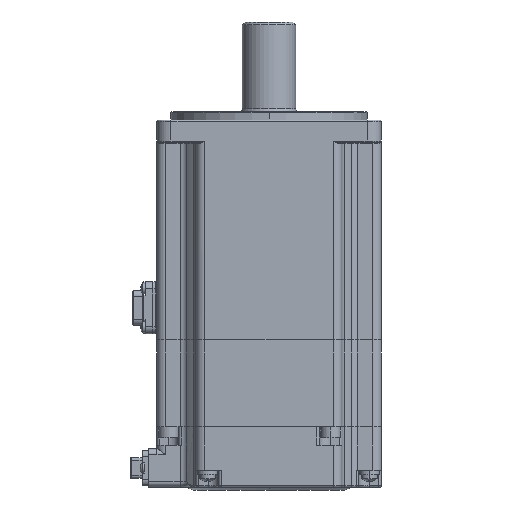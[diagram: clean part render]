
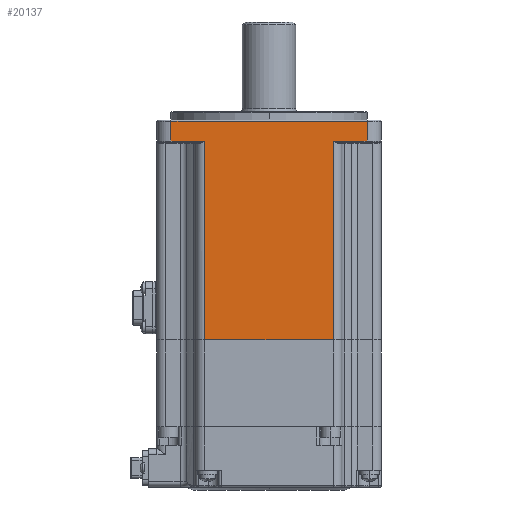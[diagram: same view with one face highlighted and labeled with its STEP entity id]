
A CAD part, left-side view. The second image highlights one B-rep face of the part: STEP entity #20137.
In plain terms, the highlighted planar face has unit normal (-1, 0, 0).
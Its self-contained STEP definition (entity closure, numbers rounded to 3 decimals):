
#185 = CARTESIAN_POINT ( 'NONE',  ( -40., -23., 8. ) ) ;
#990 = LINE ( 'NONE', #10665, #19650 ) ;
#1046 = VERTEX_POINT ( 'NONE', #15679 ) ;
#1653 = LINE ( 'NONE', #25889, #16034 ) ;
#2485 = CARTESIAN_POINT ( 'NONE',  ( -40., -35., 0.5 ) ) ;
#3386 = EDGE_CURVE ( 'NONE', #11258, #1046, #20635, .T. ) ;
#3604 = LINE ( 'NONE', #18656, #11190 ) ;
#3711 = EDGE_CURVE ( 'NONE', #22265, #26967, #29327, .T. ) ;
#4502 = EDGE_CURVE ( 'NONE', #28490, #1046, #990, .T. ) ;
#4932 = DIRECTION ( 'NONE',  ( 0., 1., 0. ) ) ;
#5704 = AXIS2_PLACEMENT_3D ( 'NONE', #11639, #20670, #13558 ) ;
#5966 = EDGE_CURVE ( 'NONE', #20784, #28490, #30244, .T. ) ;
#6196 = ORIENTED_EDGE ( 'NONE', *, *, #8103, .T. ) ;
#7189 = ORIENTED_EDGE ( 'NONE', *, *, #7445, .T. ) ;
#7445 = EDGE_CURVE ( 'NONE', #11258, #7876, #21904, .T. ) ;
#7633 = CARTESIAN_POINT ( 'NONE',  ( -40., 35., 7.5 ) ) ;
#7876 = VERTEX_POINT ( 'NONE', #20100 ) ;
#8103 = EDGE_CURVE ( 'NONE', #26967, #20784, #3604, .T. ) ;
#8594 = DIRECTION ( 'NONE',  ( 0., 1., 0. ) ) ;
#9838 = CARTESIAN_POINT ( 'NONE',  ( -40., 23., 0.5 ) ) ;
#9862 = DIRECTION ( 'NONE',  ( 0., 0., 1. ) ) ;
#9978 = VECTOR ( 'NONE', #8594, 1000. ) ;
#10665 = CARTESIAN_POINT ( 'NONE',  ( -40., 23., 8. ) ) ;
#11190 = VECTOR ( 'NONE', #28311, 1000. ) ;
#11258 = VERTEX_POINT ( 'NONE', #21108 ) ;
#11280 = EDGE_CURVE ( 'NONE', #7876, #15844, #14455, .T. ) ;
#11639 = CARTESIAN_POINT ( 'NONE',  ( -40., 40., 8. ) ) ;
#12754 = VECTOR ( 'NONE', #26626, 1000. ) ;
#12770 = ORIENTED_EDGE ( 'NONE', *, *, #4502, .T. ) ;
#13326 = DIRECTION ( 'NONE',  ( 0., -1., 0. ) ) ;
#13558 = DIRECTION ( 'NONE',  ( 0., 1., 0. ) ) ;
#14190 = DIRECTION ( 'NONE',  ( 0., 0., 1. ) ) ;
#14327 = CARTESIAN_POINT ( 'NONE',  ( -40., 35., 7.5 ) ) ;
#14455 = LINE ( 'NONE', #29017, #12754 ) ;
#14635 = ORIENTED_EDGE ( 'NONE', *, *, #3711, .T. ) ;
#15679 = CARTESIAN_POINT ( 'NONE',  ( -40., 23., -70.5 ) ) ;
#15844 = VERTEX_POINT ( 'NONE', #2485 ) ;
#16034 = VECTOR ( 'NONE', #14190, 1000. ) ;
#18217 = VECTOR ( 'NONE', #13326, 1000. ) ;
#18656 = CARTESIAN_POINT ( 'NONE',  ( -40., 35., 0. ) ) ;
#18873 = ORIENTED_EDGE ( 'NONE', *, *, #3386, .F. ) ;
#19409 = ORIENTED_EDGE ( 'NONE', *, *, #23716, .T. ) ;
#19650 = VECTOR ( 'NONE', #20332, 1000. ) ;
#20100 = CARTESIAN_POINT ( 'NONE',  ( -40., -23., 0.5 ) ) ;
#20137 = ADVANCED_FACE ( 'NONE', ( #29550 ), #21305, .F. ) ;
#20332 = DIRECTION ( 'NONE',  ( 0., 0., -1. ) ) ;
#20635 = LINE ( 'NONE', #22549, #9978 ) ;
#20670 = DIRECTION ( 'NONE',  ( 1., 0., 0. ) ) ;
#20784 = VERTEX_POINT ( 'NONE', #21730 ) ;
#20935 = ORIENTED_EDGE ( 'NONE', *, *, #11280, .T. ) ;
#21108 = CARTESIAN_POINT ( 'NONE',  ( -40., -23., -70.5 ) ) ;
#21305 = PLANE ( 'NONE',  #5704 ) ;
#21730 = CARTESIAN_POINT ( 'NONE',  ( -40., 35., 0.5 ) ) ;
#21904 = LINE ( 'NONE', #185, #28943 ) ;
#22139 = VECTOR ( 'NONE', #4932, 1000. ) ;
#22265 = VERTEX_POINT ( 'NONE', #24487 ) ;
#22549 = CARTESIAN_POINT ( 'NONE',  ( -40., 26., -70.5 ) ) ;
#22657 = CARTESIAN_POINT ( 'NONE',  ( -40., 40., 0.5 ) ) ;
#23716 = EDGE_CURVE ( 'NONE', #15844, #22265, #1653, .T. ) ;
#24487 = CARTESIAN_POINT ( 'NONE',  ( -40., -35., 7.5 ) ) ;
#25676 = EDGE_LOOP ( 'NONE', ( #19409, #14635, #6196, #29813, #12770, #18873, #7189, #20935 ) ) ;
#25889 = CARTESIAN_POINT ( 'NONE',  ( -40., -35., 8. ) ) ;
#26626 = DIRECTION ( 'NONE',  ( 0., -1., 0. ) ) ;
#26967 = VERTEX_POINT ( 'NONE', #14327 ) ;
#28311 = DIRECTION ( 'NONE',  ( 0., 0., -1. ) ) ;
#28490 = VERTEX_POINT ( 'NONE', #9838 ) ;
#28943 = VECTOR ( 'NONE', #9862, 1000. ) ;
#29017 = CARTESIAN_POINT ( 'NONE',  ( -40., 40., 0.5 ) ) ;
#29327 = LINE ( 'NONE', #7633, #22139 ) ;
#29550 = FACE_OUTER_BOUND ( 'NONE', #25676, .T. ) ;
#29813 = ORIENTED_EDGE ( 'NONE', *, *, #5966, .T. ) ;
#30244 = LINE ( 'NONE', #22657, #18217 ) ;
